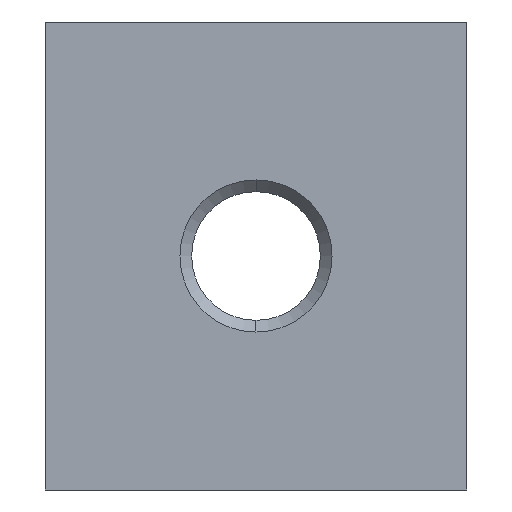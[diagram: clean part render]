
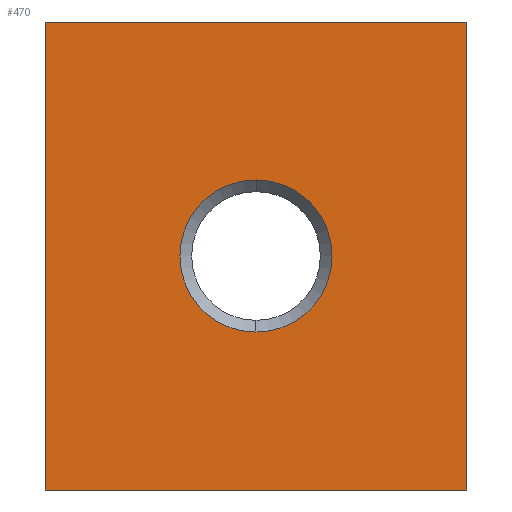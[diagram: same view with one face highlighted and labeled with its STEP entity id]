
A CAD part, front view. The second image highlights one B-rep face of the part: STEP entity #470.
In plain terms, the highlighted planar face has unit normal (0, -1, 0).
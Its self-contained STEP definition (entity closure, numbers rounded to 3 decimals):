
#10 = VERTEX_POINT ( 'NONE', #618 ) ;
#35 = AXIS2_PLACEMENT_3D ( 'NONE', #604, #258, #150 ) ;
#40 = EDGE_LOOP ( 'NONE', ( #467, #562, #607, #356 ) ) ;
#41 = EDGE_CURVE ( 'NONE', #682, #10, #71, .T. ) ;
#63 = DIRECTION ( 'NONE',  ( 1., 0., 0. ) ) ;
#71 = CIRCLE ( 'NONE', #673, 3.25 ) ;
#97 = CARTESIAN_POINT ( 'NONE',  ( 9., 0., 0. ) ) ;
#106 = CARTESIAN_POINT ( 'NONE',  ( 9., 0., 0. ) ) ;
#110 = CARTESIAN_POINT ( 'NONE',  ( 0., 0., 13.25 ) ) ;
#150 = DIRECTION ( 'NONE',  ( 0., 0., -1. ) ) ;
#175 = VERTEX_POINT ( 'NONE', #106 ) ;
#180 = VECTOR ( 'NONE', #653, 1000. ) ;
#196 = DIRECTION ( 'NONE',  ( 0., 1., 0. ) ) ;
#219 = LINE ( 'NONE', #97, #590 ) ;
#242 = VERTEX_POINT ( 'NONE', #536 ) ;
#248 = EDGE_CURVE ( 'NONE', #533, #242, #477, .T. ) ;
#258 = DIRECTION ( 'NONE',  ( 0., -1., 0. ) ) ;
#273 = EDGE_CURVE ( 'NONE', #10, #682, #661, .T. ) ;
#277 = LINE ( 'NONE', #608, #662 ) ;
#298 = EDGE_CURVE ( 'NONE', #533, #566, #277, .T. ) ;
#322 = DIRECTION ( 'NONE',  ( 0., 0., -1. ) ) ;
#329 = DIRECTION ( 'NONE',  ( 1., 0., 0. ) ) ;
#351 = PLANE ( 'NONE',  #697 ) ;
#356 = ORIENTED_EDGE ( 'NONE', *, *, #248, .T. ) ;
#398 = EDGE_LOOP ( 'NONE', ( #538, #664 ) ) ;
#405 = DIRECTION ( 'NONE',  ( 0., 0., -1. ) ) ;
#413 = VECTOR ( 'NONE', #322, 1000. ) ;
#421 = LINE ( 'NONE', #701, #180 ) ;
#467 = ORIENTED_EDGE ( 'NONE', *, *, #574, .T. ) ;
#470 = ADVANCED_FACE ( 'NONE', ( #523, #694 ), #351, .F. ) ;
#477 = LINE ( 'NONE', #651, #413 ) ;
#481 = CARTESIAN_POINT ( 'NONE',  ( 9., 0., 20. ) ) ;
#487 = CARTESIAN_POINT ( 'NONE',  ( -9., 0., 20. ) ) ;
#523 = FACE_OUTER_BOUND ( 'NONE', #40, .T. ) ;
#533 = VERTEX_POINT ( 'NONE', #487 ) ;
#536 = CARTESIAN_POINT ( 'NONE',  ( -9., 0., 0. ) ) ;
#538 = ORIENTED_EDGE ( 'NONE', *, *, #273, .F. ) ;
#562 = ORIENTED_EDGE ( 'NONE', *, *, #582, .F. ) ;
#566 = VERTEX_POINT ( 'NONE', #481 ) ;
#568 = DIRECTION ( 'NONE',  ( 0., 0., 1. ) ) ;
#574 = EDGE_CURVE ( 'NONE', #242, #175, #219, .T. ) ;
#575 = CARTESIAN_POINT ( 'NONE',  ( 0., 0., 10. ) ) ;
#582 = EDGE_CURVE ( 'NONE', #566, #175, #421, .T. ) ;
#590 = VECTOR ( 'NONE', #329, 1000. ) ;
#604 = CARTESIAN_POINT ( 'NONE',  ( 0., 0., 10. ) ) ;
#607 = ORIENTED_EDGE ( 'NONE', *, *, #298, .F. ) ;
#608 = CARTESIAN_POINT ( 'NONE',  ( 9., 0., 20. ) ) ;
#618 = CARTESIAN_POINT ( 'NONE',  ( 0., 0., 6.75 ) ) ;
#637 = CARTESIAN_POINT ( 'NONE',  ( 9., 0., 20. ) ) ;
#639 = DIRECTION ( 'NONE',  ( 0., -1., 0. ) ) ;
#651 = CARTESIAN_POINT ( 'NONE',  ( -9., 0., 18. ) ) ;
#653 = DIRECTION ( 'NONE',  ( 0., 0., -1. ) ) ;
#661 = CIRCLE ( 'NONE', #35, 3.25 ) ;
#662 = VECTOR ( 'NONE', #63, 1000. ) ;
#664 = ORIENTED_EDGE ( 'NONE', *, *, #41, .F. ) ;
#673 = AXIS2_PLACEMENT_3D ( 'NONE', #575, #639, #405 ) ;
#682 = VERTEX_POINT ( 'NONE', #110 ) ;
#694 = FACE_BOUND ( 'NONE', #398, .T. ) ;
#697 = AXIS2_PLACEMENT_3D ( 'NONE', #637, #196, #568 ) ;
#701 = CARTESIAN_POINT ( 'NONE',  ( 9., 0., 18. ) ) ;
